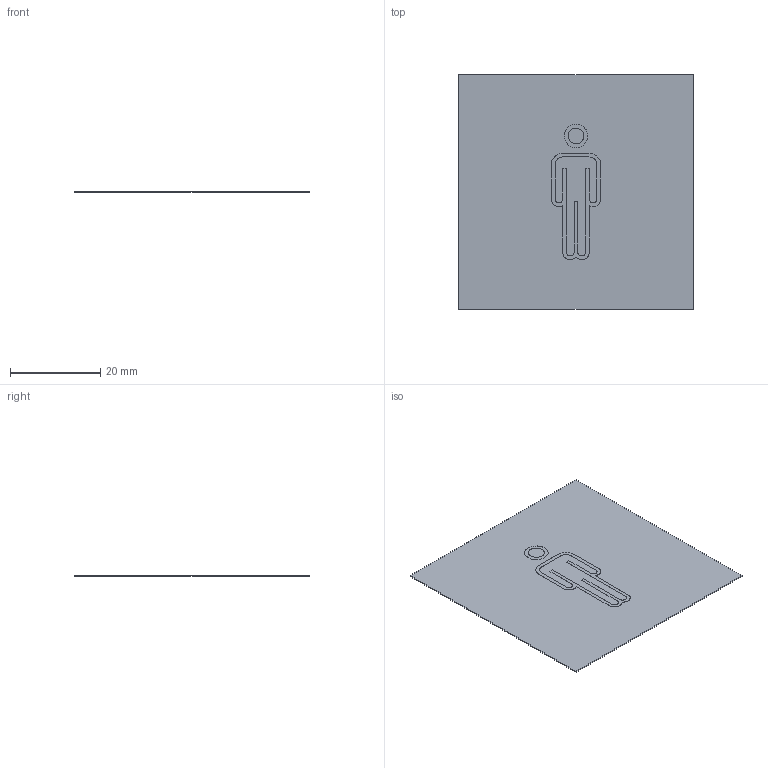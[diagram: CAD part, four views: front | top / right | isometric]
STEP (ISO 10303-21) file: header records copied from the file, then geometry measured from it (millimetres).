
FILE_DESCRIPTION((''),'2;1');
FILE_NAME('WAA4091_ASM','2025-03-19T09:00:44',('andolfs'),(''),'CREO PARAMETRIC BY PTC INC, 2023154','CREO PARAMETRIC BY PTC INC, 2023154','');
FILE_SCHEMA(('CONFIG_CONTROL_DESIGN','SHAPE_APPEARANCE_LAYERS_GROUPS'));
Length unit declared in the file: millimetre
Products named in the file (3): W4G0292_18; W1Z0189_00; WAA4091_ASM
Assembly tree (2 placements, depth 2):
  WAA4091_ASM
    W4G0292_18
    W1Z0189_00
Bounding box: 52 x 52 x 0.21 mm (x, y, z)
Volume: 541.7 mm3; surface area: 5451.7 mm2
Topology: 1 solids, 1 shells, 47 faces, 123 edges, 82 vertices
Faces by surface type: plane 29, extrusion 18
Entity records: 2519 total; most frequent: CARTESIAN_POINT 1052, ORIENTED_EDGE 246, COLOUR_RGB 212, DIRECTION 173, EDGE_CURVE 123, VECTOR 105, LINE 87, VERTEX_POINT 82
